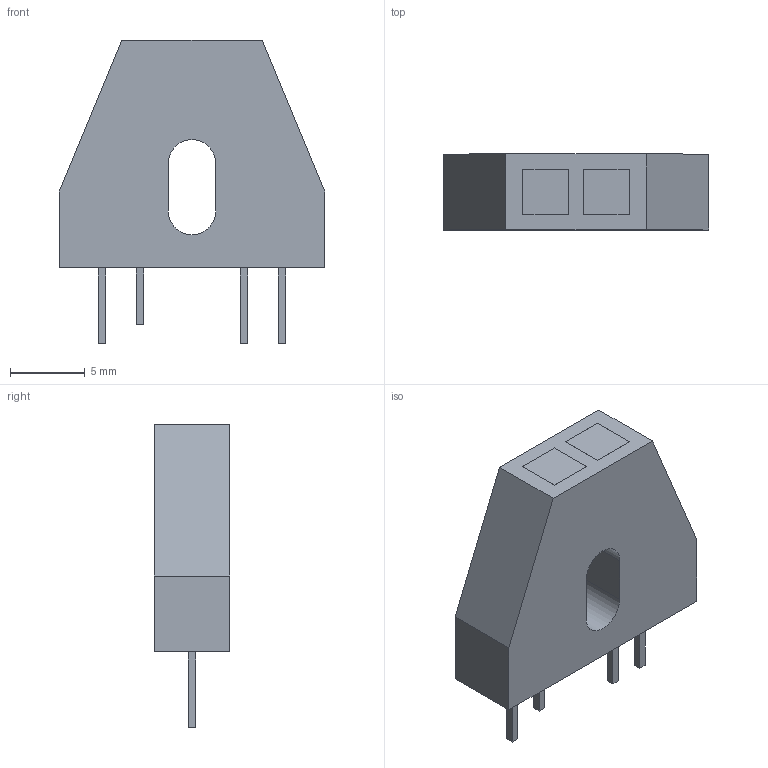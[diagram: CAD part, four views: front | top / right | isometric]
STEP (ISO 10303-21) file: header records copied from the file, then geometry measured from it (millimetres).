
FILE_DESCRIPTION( ( '' ), ' ' );
FILE_NAME( '5a4689c37c44d30ec3ea9bc2.step', '2017-12-29T18:30:28', ( '' ), ( '' ), ' ', ' ', ' ' );
FILE_SCHEMA( ( 'AUTOMOTIVE_DESIGN { 1 0 10303 214 1 1 1 1 }' ) );
Length unit declared in the file: metre
Products named in the file (1): Open CASCADE STEP translator 6.8 1
Bounding box: 17.78 x 5.08 x 20.32 mm (x, y, z)
Volume: 1073.4 mm3; surface area: 843.8 mm2
Topology: 1 solids, 1 shells, 42 faces, 102 edges, 68 vertices
Faces by surface type: plane 40, cylinder 2
Entity records: 2076 total; most frequent: CARTESIAN_POINT 213, ORIENTED_EDGE 204, DIRECTION 192, STYLED_ITEM 144, PRESENTATION_STYLE_ASSIGNMENT 144, COLOUR_RGB 144, EDGE_CURVE 102, CURVE_STYLE 102
